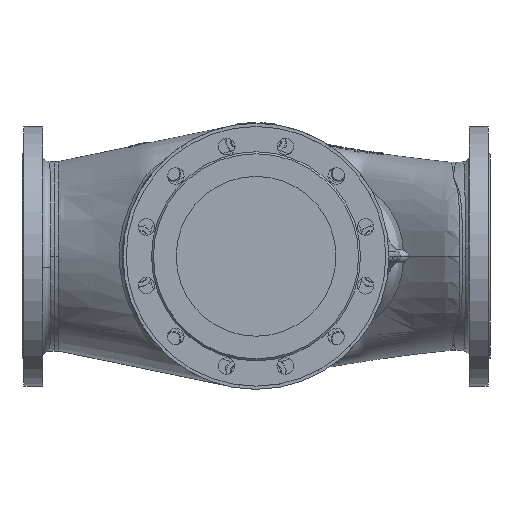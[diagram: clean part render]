
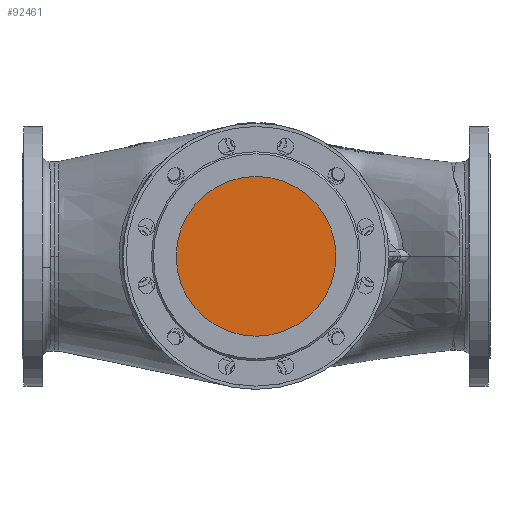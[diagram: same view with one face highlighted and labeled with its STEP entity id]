
A CAD part, front view. The second image highlights one B-rep face of the part: STEP entity #92461.
In plain terms, the highlighted planar face has unit normal (0, -1, 0).
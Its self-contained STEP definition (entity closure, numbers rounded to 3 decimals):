
#22231 = CARTESIAN_POINT ( 'NONE',  ( 0., -447.122, 0. ) ) ;
#22237 = FACE_OUTER_BOUND ( 'NONE', #239371, .T. ) ;
#22240 = PLANE ( 'NONE',  #53252 ) ;
#22244 = DIRECTION ( 'NONE',  ( 0., -1., 0. ) ) ;
#22246 = DIRECTION ( 'NONE',  ( 0., 0., -1. ) ) ;
#47685 = CARTESIAN_POINT ( 'NONE',  ( 0., -447.122, 125. ) ) ;
#47802 = CARTESIAN_POINT ( 'NONE',  ( 0., -447.122, -125. ) ) ;
#53252 = AXIS2_PLACEMENT_3D ( 'NONE', #22231, #22244, #22246 ) ;
#88094 = CIRCLE ( 'NONE', #88118, 125. ) ;
#88118 = AXIS2_PLACEMENT_3D ( 'NONE', #93338, #93342, #93346 ) ;
#92461 = ADVANCED_FACE ( 'NONE', ( #22237 ), #22240, .T. ) ;
#93338 = CARTESIAN_POINT ( 'NONE',  ( 0., -447.122, 0. ) ) ;
#93342 = DIRECTION ( 'NONE',  ( 0., -1., 0. ) ) ;
#93346 = DIRECTION ( 'NONE',  ( 0., 0., -1. ) ) ;
#95023 = EDGE_CURVE ( 'NONE', #100306, #100913, #88094, .T. ) ;
#100306 = VERTEX_POINT ( 'NONE', #47685 ) ;
#100913 = VERTEX_POINT ( 'NONE', #47802 ) ;
#106609 = CIRCLE ( 'NONE', #106612, 125. ) ;
#106612 = AXIS2_PLACEMENT_3D ( 'NONE', #151134, #151138, #151142 ) ;
#138019 = ORIENTED_EDGE ( 'NONE', *, *, #320131, .T. ) ;
#138022 = ORIENTED_EDGE ( 'NONE', *, *, #95023, .T. ) ;
#151134 = CARTESIAN_POINT ( 'NONE',  ( 0., -447.122, 0. ) ) ;
#151138 = DIRECTION ( 'NONE',  ( 0., -1., 0. ) ) ;
#151142 = DIRECTION ( 'NONE',  ( 0., 0., -1. ) ) ;
#239371 = EDGE_LOOP ( 'NONE', ( #138019, #138022 ) ) ;
#320131 = EDGE_CURVE ( 'NONE', #100913, #100306, #106609, .T. ) ;
